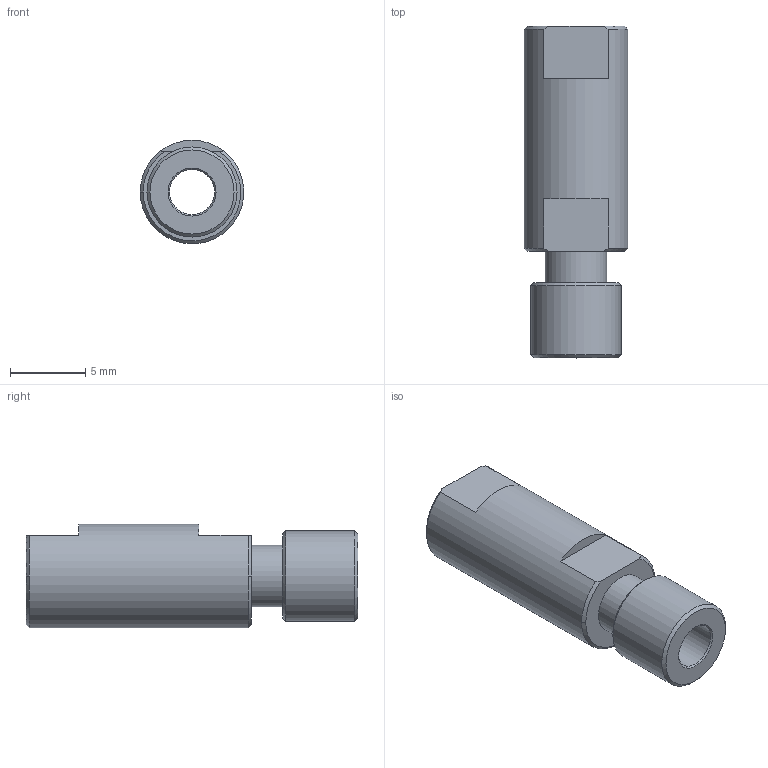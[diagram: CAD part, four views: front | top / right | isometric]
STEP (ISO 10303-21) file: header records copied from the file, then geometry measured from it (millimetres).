
FILE_DESCRIPTION(('FreeCAD Model'),'2;1');
FILE_NAME( 'Heat_break.step', '2016-12-20T08:20:46',('Author'),(''), 'Open CASCADE STEP processor 6.9','FreeCAD','Unknown');
FILE_SCHEMA(('AUTOMOTIVE_DESIGN_CC2 { 1 2 10303 214 -1 1 5 4 }'));
Length unit declared in the file: millimetre
Products named in the file (2): ASSEMBLY; heat_break_01
Assembly tree (1 placements, depth 2):
  ASSEMBLY
    heat_break_01
Bounding box: 6.89 x 22.1 x 6.89 mm (x, y, z)
Volume: 556.9 mm3; surface area: 733.4 mm2
Topology: 1 solids, 1 shells, 22 faces, 46 edges, 28 vertices
Faces by surface type: plane 8, cone 8, cylinder 6
Full cylindrical faces by diameter (mm): 3 x3, 4.1 x1, 6 x1, 6.9 x1
Entity records: 1231 total; most frequent: CARTESIAN_POINT 252, DIRECTION 182, ORIENTED_EDGE 92, PCURVE 92, DEFINITIONAL_REPRESENTATION 92, LINE 70, VECTOR 70, AXIS2_PLACEMENT_3D 50
